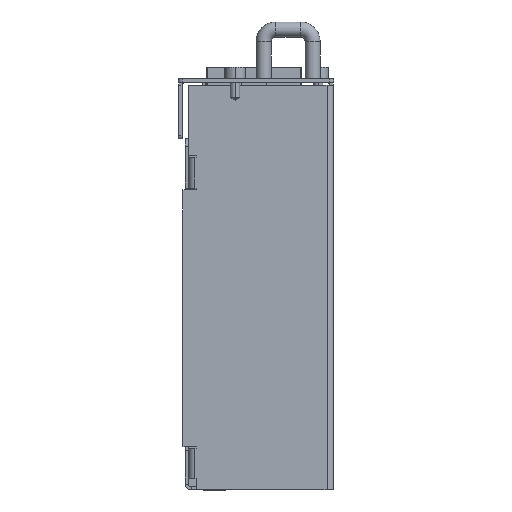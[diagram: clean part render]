
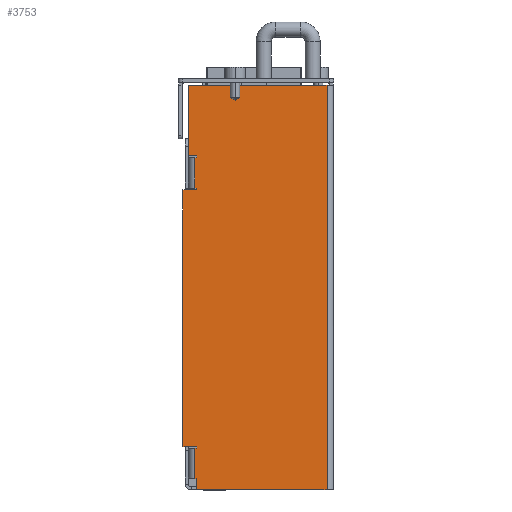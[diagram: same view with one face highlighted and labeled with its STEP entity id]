
A CAD part, left-side view. The second image highlights one B-rep face of the part: STEP entity #3753.
In plain terms, the highlighted planar face has unit normal (-1, 0, 0).
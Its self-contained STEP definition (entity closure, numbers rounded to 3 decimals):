
#808=DIRECTION('',(0.,0.,1.));
#809=VECTOR('',#808,107.263);
#810=CARTESIAN_POINT('',(6.2,-39.363,-108.));
#811=LINE('',#810,#809);
#826=DIRECTION('',(0.,-1.,0.));
#827=VECTOR('',#826,34.527);
#828=CARTESIAN_POINT('',(6.2,-4.837,-108.));
#829=LINE('',#828,#827);
#1182=DIRECTION('',(0.,1.,0.));
#1183=VECTOR('',#1182,36.763);
#1184=CARTESIAN_POINT('',(6.2,-39.363,-0.737));
#1185=LINE('',#1184,#1183);
#1190=DIRECTION('',(0.,0.,1.));
#1191=VECTOR('',#1190,3.);
#1192=CARTESIAN_POINT('',(6.2,-4.837,-108.));
#1193=LINE('',#1192,#1191);
#1194=DIRECTION('',(0.,1.,0.));
#1195=VECTOR('',#1194,0.5);
#1196=CARTESIAN_POINT('',(6.2,-4.837,-105.));
#1197=LINE('',#1196,#1195);
#1198=DIRECTION('',(0.,-1.,0.));
#1199=VECTOR('',#1198,0.5);
#1200=CARTESIAN_POINT('',(6.2,-4.337,-97.));
#1201=LINE('',#1200,#1199);
#1202=DIRECTION('',(0.,0.,1.));
#1203=VECTOR('',#1202,0.5);
#1204=CARTESIAN_POINT('',(6.2,-4.837,-97.));
#1205=LINE('',#1204,#1203);
#1206=DIRECTION('',(0.,1.,0.));
#1207=VECTOR('',#1206,3.637);
#1208=CARTESIAN_POINT('',(6.2,-4.837,-96.5));
#1209=LINE('',#1208,#1207);
#1210=DIRECTION('',(0.,-1.,0.));
#1211=VECTOR('',#1210,3.637);
#1212=CARTESIAN_POINT('',(6.2,-1.2,-28.5));
#1213=LINE('',#1212,#1211);
#1214=DIRECTION('',(0.,0.,1.));
#1215=VECTOR('',#1214,0.5);
#1216=CARTESIAN_POINT('',(6.2,-4.837,-28.5));
#1217=LINE('',#1216,#1215);
#1218=DIRECTION('',(0.,1.,0.));
#1219=VECTOR('',#1218,0.5);
#1220=CARTESIAN_POINT('',(6.2,-4.837,-28.));
#1221=LINE('',#1220,#1219);
#1222=DIRECTION('',(0.,-1.,0.));
#1223=VECTOR('',#1222,0.5);
#1224=CARTESIAN_POINT('',(6.2,-4.337,-20.));
#1225=LINE('',#1224,#1223);
#1226=DIRECTION('',(0.,0.,1.));
#1227=VECTOR('',#1226,0.5);
#1228=CARTESIAN_POINT('',(6.2,-4.837,-20.));
#1229=LINE('',#1228,#1227);
#1230=DIRECTION('',(0.,1.,0.));
#1231=VECTOR('',#1230,2.237);
#1232=CARTESIAN_POINT('',(6.2,-4.837,-19.5));
#1233=LINE('',#1232,#1231);
#1366=DIRECTION('',(0.,0.,-1.));
#1367=VECTOR('',#1366,68.);
#1368=CARTESIAN_POINT('',(6.2,-1.2,-28.5));
#1369=LINE('',#1368,#1367);
#1526=DIRECTION('',(0.,0.,-1.));
#1527=VECTOR('',#1526,18.763);
#1528=CARTESIAN_POINT('',(6.2,-2.6,-0.737));
#1529=LINE('',#1528,#1527);
#1530=DIRECTION('',(0.,0.,-1.));
#1531=VECTOR('',#1530,8.);
#1532=CARTESIAN_POINT('',(6.2,-4.337,-20.));
#1533=LINE('',#1532,#1531);
#1546=DIRECTION('',(0.,0.,-1.));
#1547=VECTOR('',#1546,8.);
#1548=CARTESIAN_POINT('',(6.2,-4.337,-97.));
#1549=LINE('',#1548,#1547);
#2088=CARTESIAN_POINT('',(6.2,-39.363,-108.));
#2089=VERTEX_POINT('',#2088);
#2090=CARTESIAN_POINT('',(6.2,-39.363,-0.737));
#2091=VERTEX_POINT('',#2090);
#2096=CARTESIAN_POINT('',(6.2,-4.837,-108.));
#2098=VERTEX_POINT('',#2096);
#2102=CARTESIAN_POINT('',(6.2,-4.837,-105.));
#2103=VERTEX_POINT('',#2102);
#2196=CARTESIAN_POINT('',(6.2,-2.6,-0.737));
#2197=VERTEX_POINT('',#2196);
#2198=CARTESIAN_POINT('',(6.2,-4.337,-105.));
#2199=VERTEX_POINT('',#2198);
#2200=CARTESIAN_POINT('',(6.2,-4.337,-97.));
#2201=VERTEX_POINT('',#2200);
#2202=CARTESIAN_POINT('',(6.2,-4.837,-97.));
#2203=VERTEX_POINT('',#2202);
#2204=CARTESIAN_POINT('',(6.2,-4.837,-96.5));
#2205=VERTEX_POINT('',#2204);
#2206=CARTESIAN_POINT('',(6.2,-1.2,-96.5));
#2207=VERTEX_POINT('',#2206);
#2208=CARTESIAN_POINT('',(6.2,-1.2,-28.5));
#2209=VERTEX_POINT('',#2208);
#2210=CARTESIAN_POINT('',(6.2,-4.837,-28.5));
#2211=VERTEX_POINT('',#2210);
#2212=CARTESIAN_POINT('',(6.2,-4.837,-28.));
#2213=VERTEX_POINT('',#2212);
#2214=CARTESIAN_POINT('',(6.2,-4.337,-28.));
#2215=VERTEX_POINT('',#2214);
#2216=CARTESIAN_POINT('',(6.2,-4.337,-20.));
#2217=VERTEX_POINT('',#2216);
#2218=CARTESIAN_POINT('',(6.2,-4.837,-20.));
#2219=VERTEX_POINT('',#2218);
#2220=CARTESIAN_POINT('',(6.2,-4.837,-19.5));
#2221=VERTEX_POINT('',#2220);
#2222=CARTESIAN_POINT('',(6.2,-2.6,-19.5));
#2223=VERTEX_POINT('',#2222);
#3714=CARTESIAN_POINT('',(6.2,-40.1,-0.737));
#3715=DIRECTION('',(1.,0.,0.));
#3716=DIRECTION('',(0.,1.,0.));
#3717=AXIS2_PLACEMENT_3D('',#3714,#3715,#3716);
#3718=PLANE('',#3717);
#3719=ORIENTED_EDGE('',*,*,#3208,.T.);
#3721=ORIENTED_EDGE('',*,*,#3720,.T.);
#3723=ORIENTED_EDGE('',*,*,#3722,.F.);
#3725=ORIENTED_EDGE('',*,*,#3724,.T.);
#3727=ORIENTED_EDGE('',*,*,#3726,.T.);
#3729=ORIENTED_EDGE('',*,*,#3728,.T.);
#3731=ORIENTED_EDGE('',*,*,#3730,.F.);
#3733=ORIENTED_EDGE('',*,*,#3732,.T.);
#3735=ORIENTED_EDGE('',*,*,#3734,.T.);
#3737=ORIENTED_EDGE('',*,*,#3736,.T.);
#3739=ORIENTED_EDGE('',*,*,#3738,.F.);
#3741=ORIENTED_EDGE('',*,*,#3740,.T.);
#3743=ORIENTED_EDGE('',*,*,#3742,.T.);
#3745=ORIENTED_EDGE('',*,*,#3744,.T.);
#3747=ORIENTED_EDGE('',*,*,#3746,.F.);
#3748=ORIENTED_EDGE('',*,*,#3706,.F.);
#3749=ORIENTED_EDGE('',*,*,#3161,.F.);
#3750=ORIENTED_EDGE('',*,*,#3191,.F.);
#3751=EDGE_LOOP('',(#3719,#3721,#3723,#3725,#3727,#3729,#3731,#3733,#3735,#3737,
#3739,#3741,#3743,#3745,#3747,#3748,#3749,#3750));
#3752=FACE_OUTER_BOUND('',#3751,.F.);
#3161=EDGE_CURVE('',#2089,#2091,#811,.T.);
#3191=EDGE_CURVE('',#2098,#2089,#829,.T.);
#3208=EDGE_CURVE('',#2098,#2103,#1193,.T.);
#3706=EDGE_CURVE('',#2091,#2197,#1185,.T.);
#3720=EDGE_CURVE('',#2103,#2199,#1197,.T.);
#3722=EDGE_CURVE('',#2201,#2199,#1549,.T.);
#3724=EDGE_CURVE('',#2201,#2203,#1201,.T.);
#3726=EDGE_CURVE('',#2203,#2205,#1205,.T.);
#3728=EDGE_CURVE('',#2205,#2207,#1209,.T.);
#3730=EDGE_CURVE('',#2209,#2207,#1369,.T.);
#3732=EDGE_CURVE('',#2209,#2211,#1213,.T.);
#3734=EDGE_CURVE('',#2211,#2213,#1217,.T.);
#3736=EDGE_CURVE('',#2213,#2215,#1221,.T.);
#3738=EDGE_CURVE('',#2217,#2215,#1533,.T.);
#3740=EDGE_CURVE('',#2217,#2219,#1225,.T.);
#3742=EDGE_CURVE('',#2219,#2221,#1229,.T.);
#3744=EDGE_CURVE('',#2221,#2223,#1233,.T.);
#3746=EDGE_CURVE('',#2197,#2223,#1529,.T.);
#3753=ADVANCED_FACE('',(#3752),#3718,.F.);
